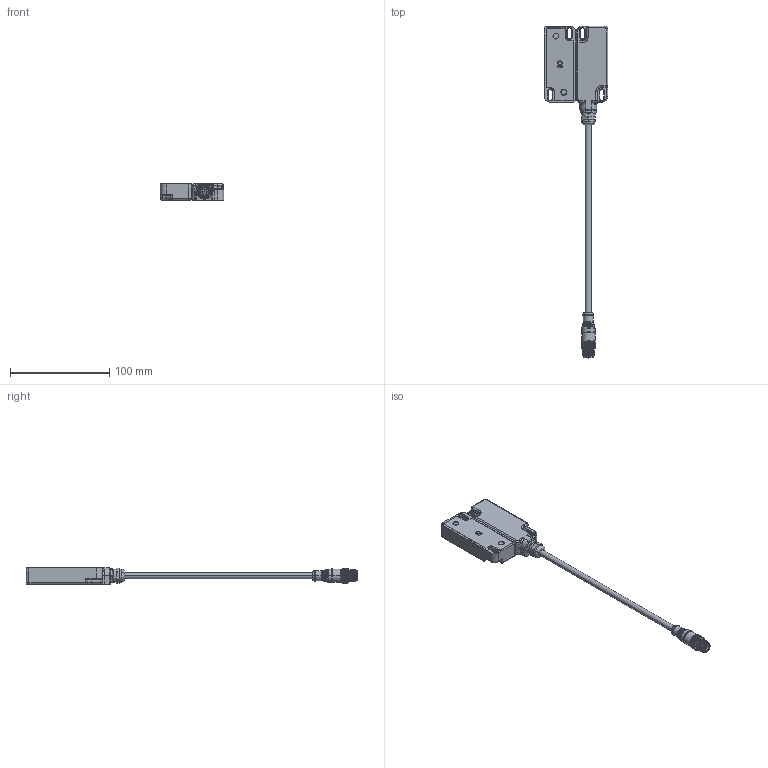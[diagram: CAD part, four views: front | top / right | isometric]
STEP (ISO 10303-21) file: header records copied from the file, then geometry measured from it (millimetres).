
FILE_DESCRIPTION (( 'STEP AP214' ), '1' );
FILE_NAME ('WMR-136008.step', '2017-09-27T14:28:38', ( '' ), ( '' ), 'SwSTEP 2.0', 'SolidWorks 2017', '' );
FILE_SCHEMA (( 'AUTOMOTIVE_DESIGN' ));
Length unit declared in the file: inch
Products named in the file (3): WMR-136008_2; WMR-136008_1; WMR-136008
Assembly tree (2 placements, depth 2):
  WMR-136008
    WMR-136008_1
    WMR-136008_2
Bounding box: 64 x 335 x 16.5 mm (x, y, z)
Volume: 45624.6 mm3; surface area: 45016.1 mm2
Topology: 13 solids, 13 shells, 1146 faces, 2888 edges, 1734 vertices
Faces by surface type: cylinder 414, plane 389, bspline 254, cone 89
Entity records: 41021 total; most frequent: CARTESIAN_POINT 15043, ORIENTED_EDGE 5640, DIRECTION 5115, EDGE_CURVE 2820, AXIS2_PLACEMENT_3D 1961, VERTEX_POINT 1734, EDGE_LOOP 1206, LINE 1193
